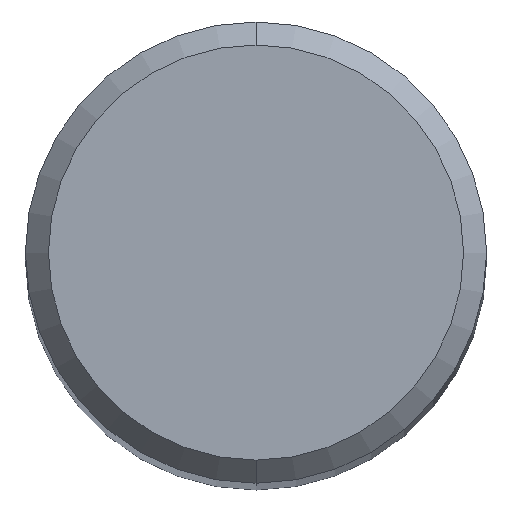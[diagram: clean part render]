
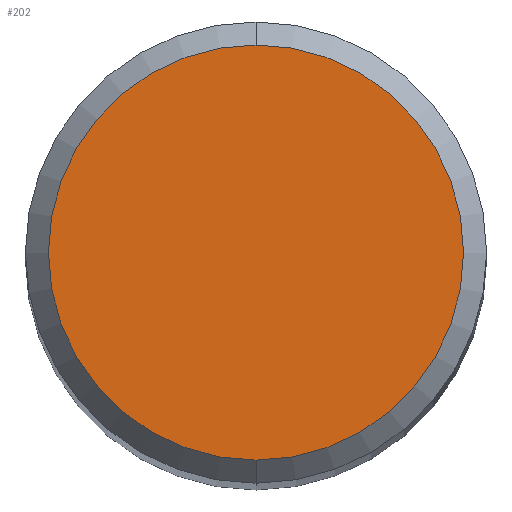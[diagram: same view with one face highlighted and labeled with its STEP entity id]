
A CAD part, top view. The second image highlights one B-rep face of the part: STEP entity #202.
In plain terms, the highlighted planar face has unit normal (0, 0, 1).
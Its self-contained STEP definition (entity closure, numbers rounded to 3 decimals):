
#202=ADVANCED_FACE('',(#493),#494,.T.);
#218=EDGE_CURVE('',#244,#222,#513,.T.);
#222=VERTEX_POINT('',#517);
#244=VERTEX_POINT('',#539);
#376=EDGE_CURVE('',#222,#244,#686,.T.);
#493=FACE_OUTER_BOUND('',#835,.T.);
#494=PLANE('',#836);
#513=CIRCLE('',#876,4.5);
#517=CARTESIAN_POINT('',(0.,-4.5,0.0));
#539=CARTESIAN_POINT('',(0.0,4.5,0.0));
#686=CIRCLE('',#1246,4.5);
#835=EDGE_LOOP('',(#1441,#1442));
#836=AXIS2_PLACEMENT_3D('',#1443,#1444,#1445);
#876=AXIS2_PLACEMENT_3D('',#1471,#1472,#1473);
#1246=AXIS2_PLACEMENT_3D('',#1644,#1645,#1646);
#1441=ORIENTED_EDGE('',*,*,#218,.F.);
#1442=ORIENTED_EDGE('',*,*,#376,.F.);
#1443=CARTESIAN_POINT('',(0.0,2.25,0.0));
#1444=DIRECTION('',(-0.0,0.0,1.0));
#1445=DIRECTION('',(0.0,-1.0,0.0));
#1471=CARTESIAN_POINT('',(0.0,0.0,0.0));
#1472=DIRECTION('',(0.0,0.0,-1.0));
#1473=DIRECTION('',(0.0,1.0,0.0));
#1644=CARTESIAN_POINT('',(0.0,0.0,0.0));
#1645=DIRECTION('',(0.0,0.0,-1.0));
#1646=DIRECTION('',(0.0,1.0,0.0));
